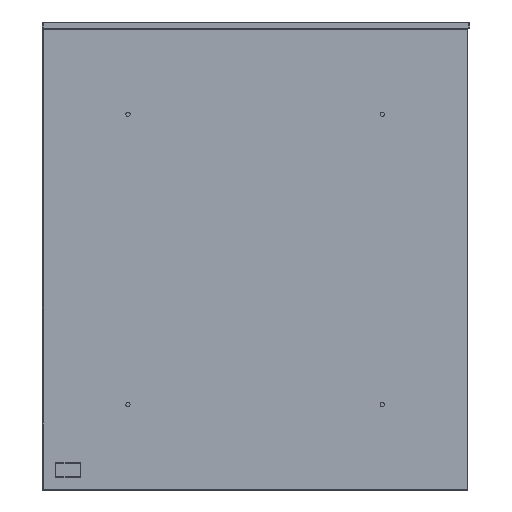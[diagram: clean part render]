
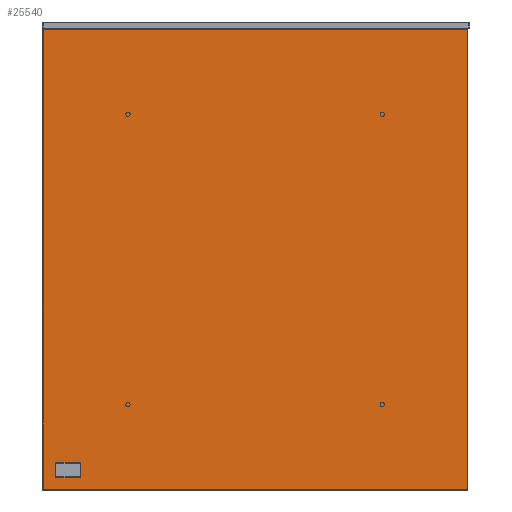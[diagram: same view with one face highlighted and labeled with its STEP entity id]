
A CAD part, left-side view. The second image highlights one B-rep face of the part: STEP entity #25540.
In plain terms, the highlighted planar face has unit normal (-1, 0, 0).
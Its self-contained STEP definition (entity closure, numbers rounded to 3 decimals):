
#25179=CARTESIAN_POINT('',(-3723.565,5493.44,-59.131));
#25180=VERTEX_POINT('',#25179);
#25181=CARTESIAN_POINT('',(-3723.565,5493.44,-596.869));
#25182=VERTEX_POINT('',#25181);
#25183=CARTESIAN_POINT('',(-3723.565,5493.44,-59.131));
#25184=DIRECTION('',(0.0,0.0,-1.0));
#25185=VECTOR('',#25184,537.737);
#25186=LINE('',#25183,#25185);
#25187=EDGE_CURVE('',#25180,#25182,#25186,.T.);
#25219=CARTESIAN_POINT('',(-3723.565,5493.771,-597.2));
#25220=VERTEX_POINT('',#25219);
#25221=CARTESIAN_POINT('',(-3723.565,5493.44,-596.869));
#25222=DIRECTION('',(0.0,0.707,-0.707));
#25223=VECTOR('',#25222,0.469);
#25224=LINE('',#25221,#25223);
#25225=EDGE_CURVE('',#25182,#25220,#25224,.T.);
#25250=CARTESIAN_POINT('',(-3723.565,5989.508,-597.2));
#25251=VERTEX_POINT('',#25250);
#25252=CARTESIAN_POINT('',(-3723.565,5493.771,-597.2));
#25253=DIRECTION('',(0.0,1.0,0.0));
#25254=VECTOR('',#25253,495.737);
#25255=LINE('',#25252,#25254);
#25256=EDGE_CURVE('',#25220,#25251,#25255,.T.);
#25290=CARTESIAN_POINT('',(-3723.565,5989.84,-596.869));
#25291=VERTEX_POINT('',#25290);
#25292=CARTESIAN_POINT('',(-3723.565,5989.508,-597.2));
#25293=DIRECTION('',(0.0,0.707,0.707));
#25294=VECTOR('',#25293,0.469);
#25295=LINE('',#25292,#25294);
#25296=EDGE_CURVE('',#25251,#25291,#25295,.T.);
#25321=CARTESIAN_POINT('',(-3723.565,5989.84,-59.131));
#25322=VERTEX_POINT('',#25321);
#25323=CARTESIAN_POINT('',(-3723.565,5989.84,-596.869));
#25324=DIRECTION('',(0.0,0.0,1.0));
#25325=VECTOR('',#25324,537.737);
#25326=LINE('',#25323,#25325);
#25327=EDGE_CURVE('',#25291,#25322,#25326,.T.);
#25352=CARTESIAN_POINT('',(-3723.565,5989.508,-58.8));
#25353=VERTEX_POINT('',#25352);
#25354=CARTESIAN_POINT('',(-3723.565,5989.84,-59.131));
#25355=DIRECTION('',(0.0,-0.707,0.707));
#25356=VECTOR('',#25355,0.469);
#25357=LINE('',#25354,#25356);
#25358=EDGE_CURVE('',#25322,#25353,#25357,.T.);
#25383=CARTESIAN_POINT('',(-3723.565,5493.771,-58.8));
#25384=VERTEX_POINT('',#25383);
#25385=CARTESIAN_POINT('',(-3723.565,5989.508,-58.8));
#25386=DIRECTION('',(0.0,-1.0,0.0));
#25387=VECTOR('',#25386,495.737);
#25388=LINE('',#25385,#25387);
#25389=EDGE_CURVE('',#25353,#25384,#25388,.T.);
#25412=CARTESIAN_POINT('',(-3723.565,5493.771,-58.8));
#25413=DIRECTION('',(0.0,-0.707,-0.707));
#25414=VECTOR('',#25413,0.469);
#25415=LINE('',#25412,#25414);
#25416=EDGE_CURVE('',#25384,#25180,#25415,.T.);
#25525=CARTESIAN_POINT('',(-3723.565,5741.64,-597.201));
#25526=DIRECTION('',(-1.0,0.0,0.0));
#25527=DIRECTION('',(0.0,0.0,1.0));
#25528=AXIS2_PLACEMENT_3D('',#25525,#25526,#25527);
#25529=PLANE('',#25528);
#25530=ORIENTED_EDGE('',*,*,#25187,.F.);
#25531=ORIENTED_EDGE('',*,*,#25416,.F.);
#25532=ORIENTED_EDGE('',*,*,#25389,.F.);
#25533=ORIENTED_EDGE('',*,*,#25358,.F.);
#25534=ORIENTED_EDGE('',*,*,#25327,.F.);
#25535=ORIENTED_EDGE('',*,*,#25296,.F.);
#25536=ORIENTED_EDGE('',*,*,#25256,.F.);
#25537=ORIENTED_EDGE('',*,*,#25225,.F.);
#25538=EDGE_LOOP('',(#25530,#25531,#25532,#25533,#25534,#25535,#25536,#25537));
#25539=FACE_OUTER_BOUND('',#25538,.T.);
#25540=ADVANCED_FACE('',(#25539),#25529,.T.);
